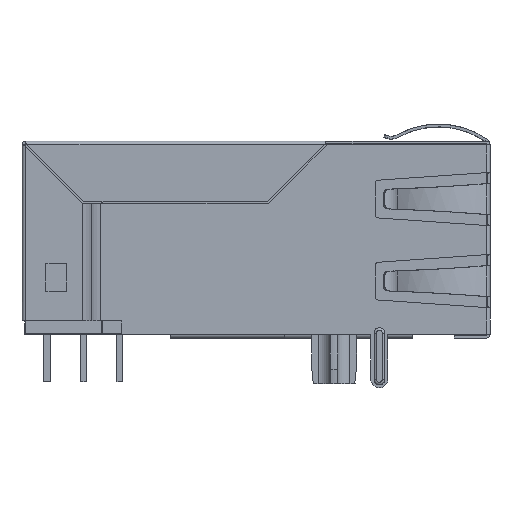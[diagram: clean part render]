
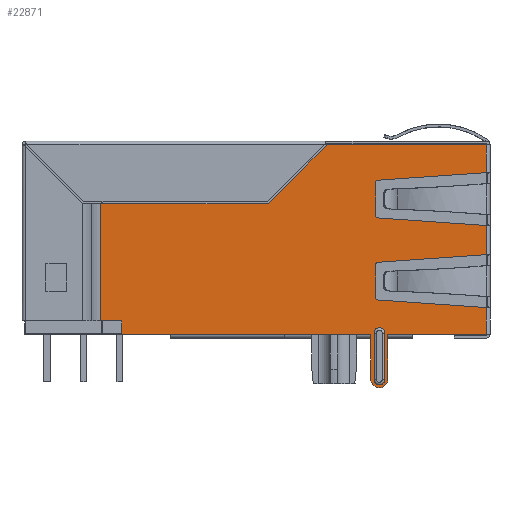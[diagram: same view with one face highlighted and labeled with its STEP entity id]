
A CAD part, left-side view. The second image highlights one B-rep face of the part: STEP entity #22871.
In plain terms, the highlighted face is planar.
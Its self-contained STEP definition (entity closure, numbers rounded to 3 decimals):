
#877=CIRCLE('',#23809,0.1);
#879=CIRCLE('',#23812,0.1);
#881=CIRCLE('',#23815,0.1);
#883=CIRCLE('',#23818,0.1);
#908=CIRCLE('',#23909,0.375);
#910=CIRCLE('',#23912,0.375);
#929=CIRCLE('',#23949,0.6);
#5241=ORIENTED_EDGE('',*,*,#8024,.F.);
#5242=ORIENTED_EDGE('',*,*,#8026,.T.);
#5243=ORIENTED_EDGE('',*,*,#8022,.F.);
#5244=ORIENTED_EDGE('',*,*,#8017,.T.);
#5245=ORIENTED_EDGE('',*,*,#7874,.F.);
#5246=ORIENTED_EDGE('',*,*,#7966,.F.);
#5247=ORIENTED_EDGE('',*,*,#7878,.F.);
#5248=ORIENTED_EDGE('',*,*,#7961,.F.);
#5249=ORIENTED_EDGE('',*,*,#8312,.T.);
#5250=ORIENTED_EDGE('',*,*,#8326,.T.);
#5251=ORIENTED_EDGE('',*,*,#8322,.T.);
#5252=ORIENTED_EDGE('',*,*,#8320,.T.);
#5253=ORIENTED_EDGE('',*,*,#8290,.T.);
#5254=ORIENTED_EDGE('',*,*,#8318,.T.);
#5255=ORIENTED_EDGE('',*,*,#8315,.T.);
#5256=ORIENTED_EDGE('',*,*,#8372,.T.);
#5257=ORIENTED_EDGE('',*,*,#7993,.T.);
#5258=ORIENTED_EDGE('',*,*,#8354,.T.);
#5259=ORIENTED_EDGE('',*,*,#8061,.F.);
#5260=ORIENTED_EDGE('',*,*,#8065,.F.);
#5261=ORIENTED_EDGE('',*,*,#8068,.F.);
#5262=ORIENTED_EDGE('',*,*,#8357,.T.);
#5263=ORIENTED_EDGE('',*,*,#8373,.T.);
#5264=ORIENTED_EDGE('',*,*,#7956,.F.);
#5265=ORIENTED_EDGE('',*,*,#7866,.F.);
#5266=ORIENTED_EDGE('',*,*,#7958,.F.);
#5267=ORIENTED_EDGE('',*,*,#7870,.F.);
#5268=ORIENTED_EDGE('',*,*,#7953,.F.);
#5269=ORIENTED_EDGE('',*,*,#8374,.T.);
#5270=ORIENTED_EDGE('',*,*,#7964,.F.);
#7866=EDGE_CURVE('',#9755,#9756,#877,.T.);
#7870=EDGE_CURVE('',#9759,#9760,#879,.T.);
#7874=EDGE_CURVE('',#9763,#9764,#881,.T.);
#7878=EDGE_CURVE('',#9767,#9768,#883,.T.);
#7953=EDGE_CURVE('',#9813,#9759,#11200,.T.);
#7956=EDGE_CURVE('',#9756,#9814,#11203,.T.);
#7958=EDGE_CURVE('',#9760,#9755,#11204,.T.);
#7961=EDGE_CURVE('',#9815,#9767,#11206,.T.);
#7964=EDGE_CURVE('',#9764,#9816,#11209,.T.);
#7966=EDGE_CURVE('',#9768,#9763,#11210,.T.);
#7993=EDGE_CURVE('',#9834,#9836,#11229,.T.);
#8017=EDGE_CURVE('',#9851,#9850,#11244,.T.);
#8022=EDGE_CURVE('',#9851,#9853,#908,.T.);
#8024=EDGE_CURVE('',#9856,#9850,#910,.T.);
#8026=EDGE_CURVE('',#9856,#9853,#11246,.T.);
#8061=EDGE_CURVE('',#9879,#9880,#11264,.T.);
#8065=EDGE_CURVE('',#9883,#9879,#929,.T.);
#8068=EDGE_CURVE('',#9885,#9883,#11269,.T.);
#8290=EDGE_CURVE('',#10022,#10021,#11414,.T.);
#8312=EDGE_CURVE('',#9815,#10031,#11432,.T.);
#8315=EDGE_CURVE('',#10035,#10034,#11435,.T.);
#8318=EDGE_CURVE('',#10021,#10035,#11438,.T.);
#8320=EDGE_CURVE('',#10037,#10022,#11440,.T.);
#8322=EDGE_CURVE('',#10038,#10037,#11442,.T.);
#8326=EDGE_CURVE('',#10031,#10038,#11446,.T.);
#8354=EDGE_CURVE('',#9836,#9880,#11471,.T.);
#8357=EDGE_CURVE('',#9885,#10041,#11473,.T.);
#8372=EDGE_CURVE('',#10034,#9834,#11486,.T.);
#8373=EDGE_CURVE('',#10041,#9814,#11487,.T.);
#8374=EDGE_CURVE('',#9813,#9816,#11488,.T.);
#9755=VERTEX_POINT('',#34262);
#9756=VERTEX_POINT('',#34264);
#9759=VERTEX_POINT('',#34271);
#9760=VERTEX_POINT('',#34273);
#9763=VERTEX_POINT('',#34280);
#9764=VERTEX_POINT('',#34282);
#9767=VERTEX_POINT('',#34289);
#9768=VERTEX_POINT('',#34291);
#9813=VERTEX_POINT('',#34467);
#9814=VERTEX_POINT('',#34473);
#9815=VERTEX_POINT('',#34480);
#9816=VERTEX_POINT('',#34486);
#9834=VERTEX_POINT('',#34540);
#9836=VERTEX_POINT('',#34544);
#9850=VERTEX_POINT('',#34592);
#9851=VERTEX_POINT('',#34594);
#9853=VERTEX_POINT('',#34600);
#9856=VERTEX_POINT('',#34607);
#9879=VERTEX_POINT('',#34685);
#9880=VERTEX_POINT('',#34686);
#9883=VERTEX_POINT('',#34694);
#9885=VERTEX_POINT('',#34700);
#10021=VERTEX_POINT('',#35260);
#10022=VERTEX_POINT('',#35262);
#10031=VERTEX_POINT('',#35301);
#10034=VERTEX_POINT('',#35308);
#10035=VERTEX_POINT('',#35310);
#10037=VERTEX_POINT('',#35319);
#10038=VERTEX_POINT('',#35323);
#10041=VERTEX_POINT('',#35369);
#11200=LINE('',#34468,#12684);
#11203=LINE('',#34472,#12687);
#11204=LINE('',#34476,#12688);
#11206=LINE('',#34481,#12690);
#11209=LINE('',#34485,#12693);
#11210=LINE('',#34489,#12694);
#11229=LINE('',#34545,#12713);
#11244=LINE('',#34593,#12728);
#11246=LINE('',#34611,#12730);
#11264=LINE('',#34684,#12748);
#11269=LINE('',#34699,#12753);
#11414=LINE('',#35261,#12898);
#11432=LINE('',#35302,#12916);
#11435=LINE('',#35309,#12919);
#11438=LINE('',#35314,#12922);
#11440=LINE('',#35318,#12924);
#11442=LINE('',#35322,#12926);
#11446=LINE('',#35329,#12930);
#11471=LINE('',#35365,#12955);
#11473=LINE('',#35370,#12957);
#11486=LINE('',#35393,#12970);
#11487=LINE('',#35394,#12971);
#11488=LINE('',#35395,#12972);
#12684=VECTOR('',#27022,1000.);
#12687=VECTOR('',#27027,1000.);
#12688=VECTOR('',#27032,1000.);
#12690=VECTOR('',#27038,1000.);
#12693=VECTOR('',#27043,1000.);
#12694=VECTOR('',#27048,1000.);
#12713=VECTOR('',#27101,1000.);
#12728=VECTOR('',#27154,1000.);
#12730=VECTOR('',#27176,1000.);
#12748=VECTOR('',#27260,1000.);
#12753=VECTOR('',#27273,1000.);
#12898=VECTOR('',#27690,1000.);
#12916=VECTOR('',#27734,1000.);
#12919=VECTOR('',#27739,1000.);
#12922=VECTOR('',#27744,1000.);
#12924=VECTOR('',#27748,1000.);
#12926=VECTOR('',#27752,1000.);
#12930=VECTOR('',#27758,1000.);
#12955=VECTOR('',#27803,1000.);
#12957=VECTOR('',#27809,1000.);
#12970=VECTOR('',#27838,1000.);
#12971=VECTOR('',#27839,1000.);
#12972=VECTOR('',#27840,1000.);
#13980=EDGE_LOOP('',(#5241,#5242,#5243,#5244));
#13981=EDGE_LOOP('',(#5245,#5246,#5247,#5248,#5249,#5250,#5251,#5252,#5253,
#5254,#5255,#5256,#5257,#5258,#5259,#5260,#5261,#5262,#5263,#5264,#5265,
#5266,#5267,#5268,#5269,#5270));
#14980=FACE_BOUND('',#13980,.T.);
#14981=FACE_BOUND('',#13981,.T.);
#15670=PLANE('',#24125);
#22871=ADVANCED_FACE('',(#14980,#14981),#15670,.T.);
#23809=AXIS2_PLACEMENT_3D('',#34263,#26871,#26872);
#23812=AXIS2_PLACEMENT_3D('',#34272,#26879,#26880);
#23815=AXIS2_PLACEMENT_3D('',#34281,#26887,#26888);
#23818=AXIS2_PLACEMENT_3D('',#34290,#26895,#26896);
#23909=AXIS2_PLACEMENT_3D('',#34603,#27164,#27165);
#23912=AXIS2_PLACEMENT_3D('',#34608,#27170,#27171);
#23949=AXIS2_PLACEMENT_3D('',#34693,#27266,#27267);
#24125=AXIS2_PLACEMENT_3D('',#35392,#27836,#27837);
#26871=DIRECTION('',(1.,0.,0.));
#26872=DIRECTION('',(0.,1.,0.));
#26879=DIRECTION('',(1.,0.,0.));
#26880=DIRECTION('',(0.,1.,0.));
#26887=DIRECTION('',(1.,0.,0.));
#26888=DIRECTION('',(0.,1.,0.));
#26895=DIRECTION('',(1.,0.,0.));
#26896=DIRECTION('',(0.,1.,0.));
#27022=DIRECTION('',(0.,0.998,0.07));
#27027=DIRECTION('',(0.,-0.998,0.07));
#27032=DIRECTION('',(0.,0.,1.));
#27038=DIRECTION('',(0.,0.998,0.07));
#27043=DIRECTION('',(0.,-0.998,0.07));
#27048=DIRECTION('',(0.,0.,1.));
#27101=DIRECTION('',(0.,-1.,0.));
#27154=DIRECTION('',(0.,0.,-1.));
#27164=DIRECTION('',(1.,0.,0.));
#27165=DIRECTION('',(0.,1.,0.));
#27170=DIRECTION('',(1.,0.,0.));
#27171=DIRECTION('',(0.,1.,0.));
#27176=DIRECTION('',(0.,0.,1.));
#27260=DIRECTION('',(0.,0.,-1.));
#27266=DIRECTION('',(-1.,0.,0.));
#27267=DIRECTION('',(0.,-1.,0.));
#27273=DIRECTION('',(0.,0.,1.));
#27690=DIRECTION('',(0.,0.,1.));
#27734=DIRECTION('',(0.,0.,-1.));
#27739=DIRECTION('',(0.,0.,1.));
#27744=DIRECTION('',(0.,-1.,0.));
#27748=DIRECTION('',(0.,1.,0.));
#27752=DIRECTION('',(0.,0.707,0.707));
#27758=DIRECTION('',(0.,1.,0.));
#27803=DIRECTION('',(0.,-1.,0.));
#27809=DIRECTION('',(0.,-1.,0.));
#27836=DIRECTION('',(1.,0.,0.));
#27837=DIRECTION('',(0.,1.,0.));
#27838=DIRECTION('',(0.,-1.,0.));
#27839=DIRECTION('',(0.,0.,-1.));
#27840=DIRECTION('',(0.,0.,-1.));
#34262=CARTESIAN_POINT('',(8.3,-8.4,4.095));
#34263=CARTESIAN_POINT('',(8.3,-8.5,4.095));
#34264=CARTESIAN_POINT('',(8.3,-8.493,4.195));
#34271=CARTESIAN_POINT('',(8.3,-8.493,1.555));
#34272=CARTESIAN_POINT('',(8.3,-8.5,1.655));
#34273=CARTESIAN_POINT('',(8.3,-8.4,1.655));
#34280=CARTESIAN_POINT('',(8.3,-8.4,-1.655));
#34281=CARTESIAN_POINT('',(8.3,-8.5,-1.655));
#34282=CARTESIAN_POINT('',(8.3,-8.493,-1.555));
#34289=CARTESIAN_POINT('',(8.3,-8.493,-4.195));
#34290=CARTESIAN_POINT('',(8.3,-8.5,-4.095));
#34291=CARTESIAN_POINT('',(8.3,-8.4,-4.095));
#34467=CARTESIAN_POINT('',(8.3,-16.15,1.02));
#34468=CARTESIAN_POINT('',(8.3,-16.4,1.003));
#34472=CARTESIAN_POINT('',(8.3,-8.4,4.188));
#34473=CARTESIAN_POINT('',(8.3,-16.15,4.73));
#34476=CARTESIAN_POINT('',(8.3,-8.4,1.562));
#34480=CARTESIAN_POINT('',(8.3,-16.15,-4.73));
#34481=CARTESIAN_POINT('',(8.3,-16.4,-4.747));
#34485=CARTESIAN_POINT('',(8.3,-16.4,-1.003));
#34486=CARTESIAN_POINT('',(8.3,-16.15,-1.02));
#34489=CARTESIAN_POINT('',(8.3,-8.4,-4.188));
#34540=CARTESIAN_POINT('',(8.3,6.,6.615));
#34544=CARTESIAN_POINT('',(8.3,-2.,6.615));
#34545=CARTESIAN_POINT('',(8.3,6.,6.615));
#34592=CARTESIAN_POINT('',(8.3,-8.275,6.515));
#34593=CARTESIAN_POINT('',(8.3,-8.275,6.615));
#34594=CARTESIAN_POINT('',(8.3,-8.275,9.765));
#34600=CARTESIAN_POINT('',(8.3,-9.025,9.765));
#34603=CARTESIAN_POINT('',(8.3,-8.65,9.765));
#34607=CARTESIAN_POINT('',(8.3,-9.025,6.515));
#34608=CARTESIAN_POINT('',(8.3,-8.65,6.515));
#34611=CARTESIAN_POINT('',(8.3,-9.025,6.615));
#34684=CARTESIAN_POINT('',(8.3,-8.05,9.765));
#34685=CARTESIAN_POINT('',(8.3,-8.05,9.765));
#34686=CARTESIAN_POINT('',(8.3,-8.05,6.615));
#34693=CARTESIAN_POINT('',(8.3,-8.65,9.765));
#34694=CARTESIAN_POINT('',(8.3,-9.25,9.765));
#34699=CARTESIAN_POINT('',(8.3,-9.25,6.615));
#34700=CARTESIAN_POINT('',(8.3,-9.25,6.615));
#35260=CARTESIAN_POINT('',(8.3,10.9,5.665));
#35261=CARTESIAN_POINT('',(8.3,10.9,-2.556));
#35262=CARTESIAN_POINT('',(8.3,10.9,-2.556));
#35301=CARTESIAN_POINT('',(8.3,-16.15,-6.685));
#35302=CARTESIAN_POINT('',(8.3,-16.15,6.615));
#35308=CARTESIAN_POINT('',(8.3,9.4,6.615));
#35309=CARTESIAN_POINT('',(8.3,9.4,5.665));
#35310=CARTESIAN_POINT('',(8.3,9.4,5.665));
#35314=CARTESIAN_POINT('',(8.3,10.9,5.665));
#35318=CARTESIAN_POINT('',(8.3,-0.862,-2.556));
#35319=CARTESIAN_POINT('',(8.3,-0.862,-2.556));
#35322=CARTESIAN_POINT('',(8.3,-4.991,-6.685));
#35323=CARTESIAN_POINT('',(8.3,-4.991,-6.685));
#35329=CARTESIAN_POINT('',(8.3,-16.241,-6.685));
#35365=CARTESIAN_POINT('',(8.3,-16.241,6.615));
#35369=CARTESIAN_POINT('',(8.3,-16.15,6.615));
#35370=CARTESIAN_POINT('',(8.3,-16.241,6.615));
#35392=CARTESIAN_POINT('',(8.3,-16.241,6.615));
#35393=CARTESIAN_POINT('',(8.3,-16.241,6.615));
#35394=CARTESIAN_POINT('',(8.3,-16.15,6.615));
#35395=CARTESIAN_POINT('',(8.3,-16.15,6.615));
